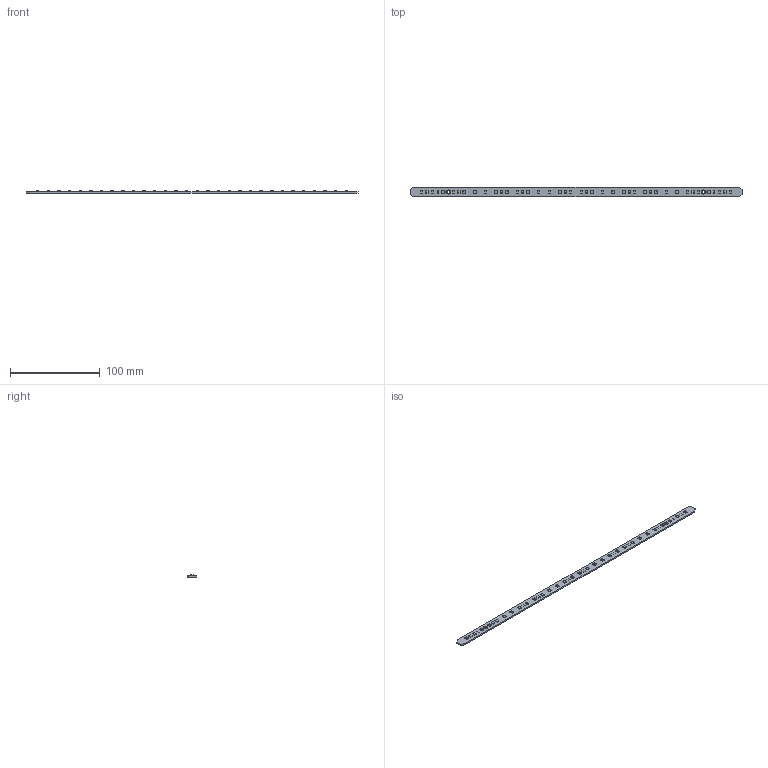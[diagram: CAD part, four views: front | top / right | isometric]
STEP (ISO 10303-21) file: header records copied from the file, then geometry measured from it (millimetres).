
FILE_DESCRIPTION(('KiCad electronic assembly'),'2;1');
FILE_NAME('Daylight_XXL.step','2023-07-30T15:24:07',('Pcbnew'),('Kicad') ,'Open CASCADE STEP processor 7.6','KiCad to STEP converter','Unknown' );
FILE_SCHEMA(('AUTOMOTIVE_DESIGN { 1 0 10303 214 1 1 1 1 }'));
Length unit declared in the file: millimetre
Products named in the file (6): Daylight_XXL 1; R_1210_3225Metric; SOLID; LED_2835; COMPOUND; PCB
Assembly tree (43 placements, depth 3):
  Daylight_XXL 1
    R_1210_3225Metric  x10
      SOLID
    LED_2835  x30
      COMPOUND
    PCB
Bounding box: 370 x 11 x 2.33 mm (x, y, z)
Volume: 6601 mm3; surface area: 11299.2 mm2
Topology: 131 solids, 131 shells, 3202 faces, 8630 edges, 5660 vertices
Faces by surface type: plane 2620, cylinder 582
Full cylindrical faces by diameter (mm): 0.5 x16, 1 x4, 3.2 x2
Entity records: 11736 total; most frequent: CARTESIAN_POINT 2377, DIRECTION 1651, LINE 1068, VECTOR 1068, ORIENTED_EDGE 840, PCURVE 840, DEFINITIONAL_REPRESENTATION 840, EDGE_CURVE 420
